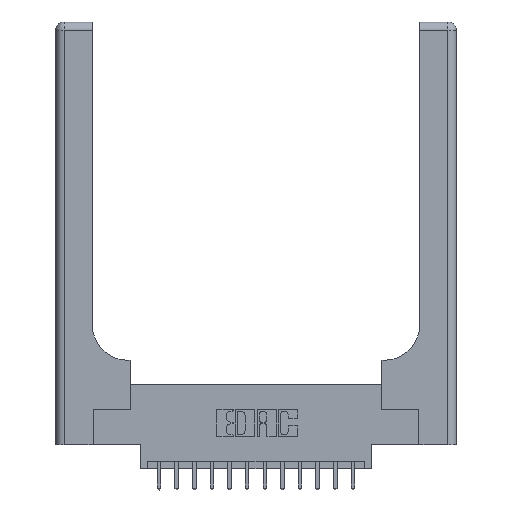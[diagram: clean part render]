
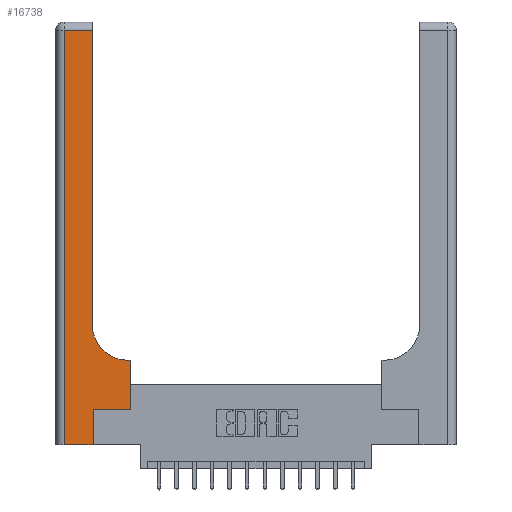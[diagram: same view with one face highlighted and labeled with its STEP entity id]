
A CAD part, top view. The second image highlights one B-rep face of the part: STEP entity #16738.
In plain terms, the highlighted planar face has unit normal (0, 0, 1).
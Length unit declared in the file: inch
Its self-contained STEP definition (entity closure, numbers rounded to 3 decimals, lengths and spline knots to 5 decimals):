
#145 = CARTESIAN_POINT ( 'NONE',  ( 0.265, 0., 0.37 ) ) ;
#358 = EDGE_CURVE ( 'NONE', #16394, #5025, #9784, .T. ) ;
#1241 = VERTEX_POINT ( 'NONE', #11653 ) ;
#1266 = CARTESIAN_POINT ( 'NONE',  ( 0.06, 0., 0.37 ) ) ;
#1345 = CARTESIAN_POINT ( 'NONE',  ( 0.528, 0.6, 0.37 ) ) ;
#1572 = EDGE_LOOP ( 'NONE', ( #8918, #11791, #10202, #4367, #1785, #4083, #9831, #9793, #11326 ) ) ;
#1785 = ORIENTED_EDGE ( 'NONE', *, *, #13192, .T. ) ;
#2139 = LINE ( 'NONE', #2658, #15847 ) ;
#2183 = VECTOR ( 'NONE', #17013, 39.37008 ) ;
#2386 = EDGE_CURVE ( 'NONE', #4659, #16394, #9715, .T. ) ;
#2415 = EDGE_CURVE ( 'NONE', #5025, #1241, #12346, .T. ) ;
#2658 = CARTESIAN_POINT ( 'NONE',  ( 0., 0., 0.37 ) ) ;
#2782 = LINE ( 'NONE', #10515, #13118 ) ;
#3899 = EDGE_CURVE ( 'NONE', #1241, #4914, #2782, .T. ) ;
#4041 = DIRECTION ( 'NONE',  ( 1., 0., 0. ) ) ;
#4076 = LINE ( 'NONE', #4297, #14313 ) ;
#4083 = ORIENTED_EDGE ( 'NONE', *, *, #15336, .T. ) ;
#4155 = CARTESIAN_POINT ( 'NONE',  ( 0.528, 0.25, 0.37 ) ) ;
#4297 = CARTESIAN_POINT ( 'NONE',  ( 0.265, 0.25, 0.37 ) ) ;
#4367 = ORIENTED_EDGE ( 'NONE', *, *, #15667, .T. ) ;
#4422 = DIRECTION ( 'NONE',  ( 1., 0., 0. ) ) ;
#4426 = DIRECTION ( 'NONE',  ( 0., 0., -1. ) ) ;
#4428 = PLANE ( 'NONE',  #12803 ) ;
#4448 = CARTESIAN_POINT ( 'NONE',  ( 0.51, 0.85, 0.37 ) ) ;
#4659 = VERTEX_POINT ( 'NONE', #1345 ) ;
#4914 = VERTEX_POINT ( 'NONE', #13553 ) ;
#5025 = VERTEX_POINT ( 'NONE', #14111 ) ;
#5656 = VECTOR ( 'NONE', #8285, 39.37008 ) ;
#5695 = LINE ( 'NONE', #145, #12386 ) ;
#5726 = DIRECTION ( 'NONE',  ( 1., 0., 0. ) ) ;
#5865 = DIRECTION ( 'NONE',  ( 0., 0., -1. ) ) ;
#6677 = CARTESIAN_POINT ( 'NONE',  ( 0.528, 0.25, 0.37 ) ) ;
#8125 = EDGE_CURVE ( 'NONE', #4914, #14205, #14763, .T. ) ;
#8285 = DIRECTION ( 'NONE',  ( 0., 1., 0. ) ) ;
#8918 = ORIENTED_EDGE ( 'NONE', *, *, #2415, .T. ) ;
#9023 = CARTESIAN_POINT ( 'NONE',  ( 0.26, 3., 0.37 ) ) ;
#9226 = CARTESIAN_POINT ( 'NONE',  ( 0.51, 0.6, 0.37 ) ) ;
#9287 = CARTESIAN_POINT ( 'NONE',  ( 0.26, 0.6, 0.37 ) ) ;
#9441 = DIRECTION ( 'NONE',  ( -1., 0., 0. ) ) ;
#9715 = LINE ( 'NONE', #9287, #16089 ) ;
#9721 = EDGE_CURVE ( 'NONE', #14287, #4659, #14720, .T. ) ;
#9784 = CIRCLE ( 'NONE', #14824, 0.25 ) ;
#9793 = ORIENTED_EDGE ( 'NONE', *, *, #2386, .T. ) ;
#9831 = ORIENTED_EDGE ( 'NONE', *, *, #9721, .T. ) ;
#10202 = ORIENTED_EDGE ( 'NONE', *, *, #8125, .T. ) ;
#10328 = DIRECTION ( 'NONE',  ( -1., 0., 0. ) ) ;
#10466 = FACE_OUTER_BOUND ( 'NONE', #1572, .T. ) ;
#10515 = CARTESIAN_POINT ( 'NONE',  ( 0., 2.94, 0.37 ) ) ;
#10986 = VECTOR ( 'NONE', #12768, 39.37008 ) ;
#11326 = ORIENTED_EDGE ( 'NONE', *, *, #358, .T. ) ;
#11574 = CARTESIAN_POINT ( 'NONE',  ( 0.265, 0.25, 0.37 ) ) ;
#11653 = CARTESIAN_POINT ( 'NONE',  ( 0.26, 2.94, 0.37 ) ) ;
#11791 = ORIENTED_EDGE ( 'NONE', *, *, #3899, .T. ) ;
#12346 = LINE ( 'NONE', #9023, #5656 ) ;
#12386 = VECTOR ( 'NONE', #16183, 39.37008 ) ;
#12768 = DIRECTION ( 'NONE',  ( 0., -1., 0. ) ) ;
#12803 = AXIS2_PLACEMENT_3D ( 'NONE', #13779, #5865, #15045 ) ;
#13118 = VECTOR ( 'NONE', #10328, 39.37008 ) ;
#13192 = EDGE_CURVE ( 'NONE', #14566, #14993, #5695, .T. ) ;
#13553 = CARTESIAN_POINT ( 'NONE',  ( 0.06, 2.94, 0.37 ) ) ;
#13779 = CARTESIAN_POINT ( 'NONE',  ( 0., 3., 0.37 ) ) ;
#14091 = CARTESIAN_POINT ( 'NONE',  ( 0.265, 0., 0.37 ) ) ;
#14111 = CARTESIAN_POINT ( 'NONE',  ( 0.26, 0.85, 0.37 ) ) ;
#14205 = VERTEX_POINT ( 'NONE', #1266 ) ;
#14287 = VERTEX_POINT ( 'NONE', #4155 ) ;
#14313 = VECTOR ( 'NONE', #5726, 39.37008 ) ;
#14566 = VERTEX_POINT ( 'NONE', #14091 ) ;
#14720 = LINE ( 'NONE', #6677, #2183 ) ;
#14763 = LINE ( 'NONE', #15250, #10986 ) ;
#14824 = AXIS2_PLACEMENT_3D ( 'NONE', #4448, #4426, #4422 ) ;
#14993 = VERTEX_POINT ( 'NONE', #11574 ) ;
#15045 = DIRECTION ( 'NONE',  ( -1., 0., 0. ) ) ;
#15250 = CARTESIAN_POINT ( 'NONE',  ( 0.06, 3., 0.37 ) ) ;
#15336 = EDGE_CURVE ( 'NONE', #14993, #14287, #4076, .T. ) ;
#15667 = EDGE_CURVE ( 'NONE', #14205, #14566, #2139, .T. ) ;
#15847 = VECTOR ( 'NONE', #4041, 39.37008 ) ;
#16089 = VECTOR ( 'NONE', #9441, 39.37008 ) ;
#16183 = DIRECTION ( 'NONE',  ( 0., 1., 0. ) ) ;
#16394 = VERTEX_POINT ( 'NONE', #9226 ) ;
#16738 = ADVANCED_FACE ( 'NONE', ( #10466 ), #4428, .F. ) ;
#17013 = DIRECTION ( 'NONE',  ( 0., 1., 0. ) ) ;
